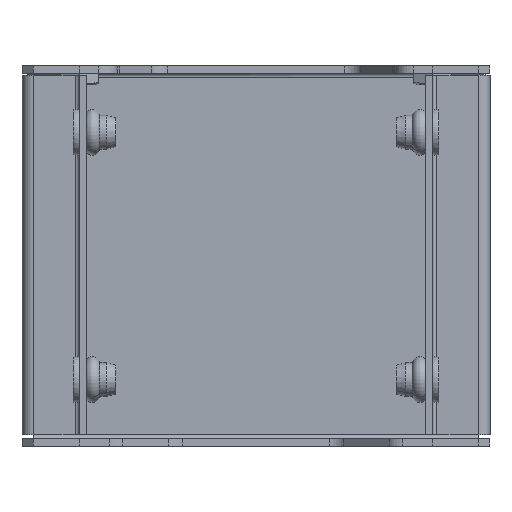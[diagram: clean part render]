
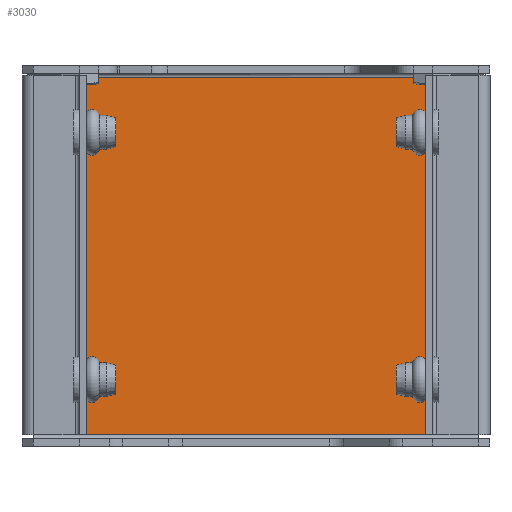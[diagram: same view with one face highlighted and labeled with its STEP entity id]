
A CAD part, front view. The second image highlights one B-rep face of the part: STEP entity #3030.
In plain terms, the highlighted planar face has unit normal (0, -1, 0).
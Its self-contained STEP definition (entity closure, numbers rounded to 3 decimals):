
#77 = VERTEX_POINT ( 'NONE', #3859 ) ;
#87 = LINE ( 'NONE', #3400, #449 ) ;
#144 = DIRECTION ( 'NONE',  ( -1., 0., 0. ) ) ;
#241 = LINE ( 'NONE', #2280, #927 ) ;
#387 = ORIENTED_EDGE ( 'NONE', *, *, #628, .F. ) ;
#426 = VERTEX_POINT ( 'NONE', #3035 ) ;
#449 = VECTOR ( 'NONE', #1742, 1000. ) ;
#539 = ORIENTED_EDGE ( 'NONE', *, *, #2713, .F. ) ;
#607 = VECTOR ( 'NONE', #5314, 1000. ) ;
#628 = EDGE_CURVE ( 'NONE', #426, #77, #1245, .T. ) ;
#798 = CARTESIAN_POINT ( 'NONE',  ( -58.5, 18., 95. ) ) ;
#917 = VERTEX_POINT ( 'NONE', #798 ) ;
#927 = VECTOR ( 'NONE', #144, 1000. ) ;
#1083 = DIRECTION ( 'NONE',  ( 0., -1., 0. ) ) ;
#1245 = LINE ( 'NONE', #4932, #2904 ) ;
#1444 = EDGE_CURVE ( 'NONE', #917, #426, #87, .T. ) ;
#1578 = LINE ( 'NONE', #3148, #607 ) ;
#1742 = DIRECTION ( 'NONE',  ( 1., 0., 0. ) ) ;
#2113 = EDGE_LOOP ( 'NONE', ( #3952, #539, #3407, #387 ) ) ;
#2280 = CARTESIAN_POINT ( 'NONE',  ( 61.5, 18., 1. ) ) ;
#2295 = CARTESIAN_POINT ( 'NONE',  ( 0., 18., 0. ) ) ;
#2325 = PLANE ( 'NONE',  #4414 ) ;
#2713 = EDGE_CURVE ( 'NONE', #3067, #917, #1578, .T. ) ;
#2764 = CARTESIAN_POINT ( 'NONE',  ( -58.5, 18., 1. ) ) ;
#2904 = VECTOR ( 'NONE', #4520, 1000. ) ;
#3030 = ADVANCED_FACE ( 'NONE', ( #4361 ), #2325, .T. ) ;
#3035 = CARTESIAN_POINT ( 'NONE',  ( 58.5, 18., 95. ) ) ;
#3067 = VERTEX_POINT ( 'NONE', #2764 ) ;
#3148 = CARTESIAN_POINT ( 'NONE',  ( -58.5, 18., 1. ) ) ;
#3400 = CARTESIAN_POINT ( 'NONE',  ( -59.429, 18., 95. ) ) ;
#3407 = ORIENTED_EDGE ( 'NONE', *, *, #3526, .F. ) ;
#3526 = EDGE_CURVE ( 'NONE', #77, #3067, #241, .T. ) ;
#3859 = CARTESIAN_POINT ( 'NONE',  ( 58.5, 18., 1. ) ) ;
#3952 = ORIENTED_EDGE ( 'NONE', *, *, #1444, .F. ) ;
#3953 = DIRECTION ( 'NONE',  ( 0., 0., -1. ) ) ;
#4361 = FACE_OUTER_BOUND ( 'NONE', #2113, .T. ) ;
#4414 = AXIS2_PLACEMENT_3D ( 'NONE', #2295, #1083, #3953 ) ;
#4520 = DIRECTION ( 'NONE',  ( 0., 0., -1. ) ) ;
#4932 = CARTESIAN_POINT ( 'NONE',  ( 58.5, 18., 95.929 ) ) ;
#5314 = DIRECTION ( 'NONE',  ( 0., 0., 1. ) ) ;
